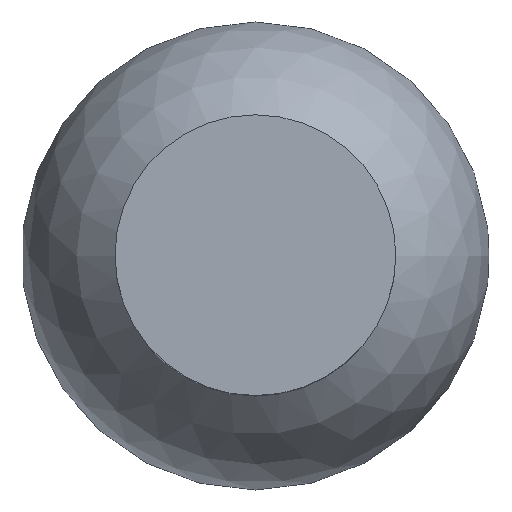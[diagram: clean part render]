
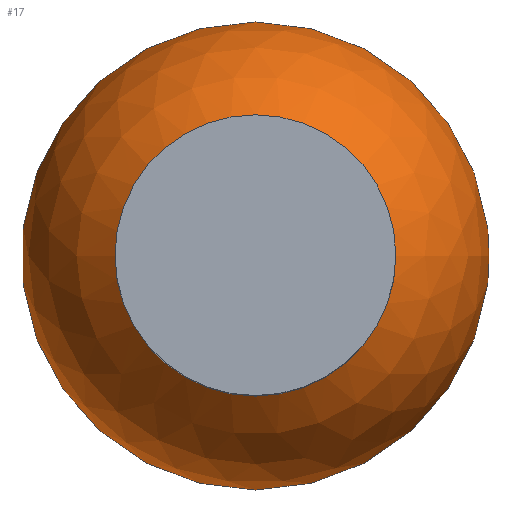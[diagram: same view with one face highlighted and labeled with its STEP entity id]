
A CAD part, top view. The second image highlights one B-rep face of the part: STEP entity #17.
In plain terms, the highlighted spherical face has radius 5 mm.
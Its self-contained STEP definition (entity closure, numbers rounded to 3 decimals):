
#17 = ADVANCED_FACE('',(#18),#39,.T.);
#18 = FACE_BOUND('',#19,.T.);
#19 = EDGE_LOOP('',(#20,#29,#38));
#20 = ORIENTED_EDGE('',*,*,#21,.F.);
#21 = EDGE_CURVE('',#22,#22,#24,.T.);
#22 = VERTEX_POINT('',#23);
#23 = CARTESIAN_POINT('',(3.,0.,4.));
#24 = CIRCLE('',#25,3.);
#25 = AXIS2_PLACEMENT_3D('',#26,#27,#28);
#26 = CARTESIAN_POINT('',(0.,0.,4.));
#27 = DIRECTION('',(0.,0.,1.));
#28 = DIRECTION('',(0.,-1.,0.));
#29 = ORIENTED_EDGE('',*,*,#30,.F.);
#30 = EDGE_CURVE('',#31,#22,#33,.T.);
#31 = VERTEX_POINT('',#32);
#32 = CARTESIAN_POINT('',(0.,0.,-5.));
#33 = CIRCLE('',#34,5.);
#34 = AXIS2_PLACEMENT_3D('',#35,#36,#37);
#35 = CARTESIAN_POINT('',(0.,0.,0.));
#36 = DIRECTION('',(0.,-1.,0.));
#37 = DIRECTION('',(1.,0.,0.));
#38 = ORIENTED_EDGE('',*,*,#30,.T.);
#39 = SPHERICAL_SURFACE('',#40,5.);
#40 = AXIS2_PLACEMENT_3D('',#41,#42,#43);
#41 = CARTESIAN_POINT('',(0.,0.,0.));
#42 = DIRECTION('',(0.,0.,1.));
#43 = DIRECTION('',(1.,0.,-0.));
